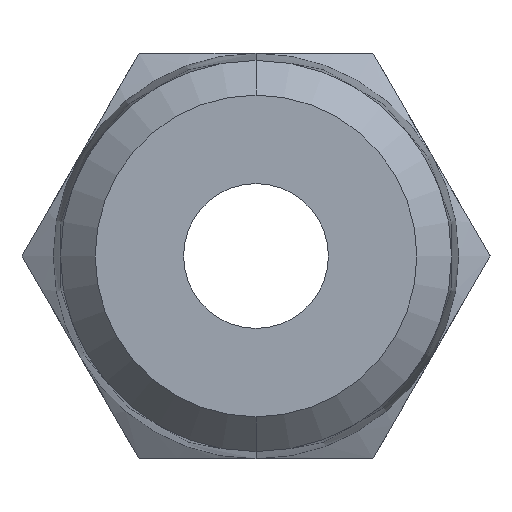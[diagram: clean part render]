
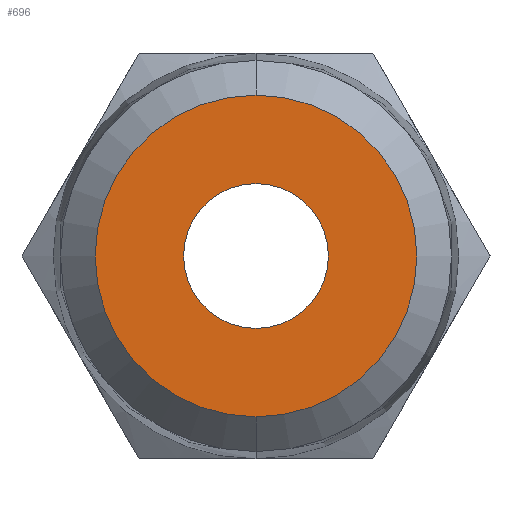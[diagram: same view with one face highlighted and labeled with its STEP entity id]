
A CAD part, front view. The second image highlights one B-rep face of the part: STEP entity #696.
In plain terms, the highlighted planar face has unit normal (0, -1, 0).
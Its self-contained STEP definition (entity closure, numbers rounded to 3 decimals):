
#356 = VERTEX_POINT ( 'NONE', #2067 ) ;
#371 = VERTEX_POINT ( 'NONE', #2160 ) ;
#379 = EDGE_CURVE ( 'NONE', #356, #428, #2167, .T. ) ;
#391 = VERTEX_POINT ( 'NONE', #2173 ) ;
#428 = VERTEX_POINT ( 'NONE', #2229 ) ;
#449 = EDGE_CURVE ( 'NONE', #391, #371, #2306, .T. ) ;
#696 = ADVANCED_FACE ( 'NONE', ( #2781, #2780 ), #2777, .T. ) ;
#699 = EDGE_CURVE ( 'NONE', #428, #356, #2763, .T. ) ;
#706 = ORIENTED_EDGE ( 'NONE', *, *, #379, .F. ) ;
#708 = EDGE_LOOP ( 'NONE', ( #710, #709 ) ) ;
#709 = ORIENTED_EDGE ( 'NONE', *, *, #449, .T. ) ;
#710 = ORIENTED_EDGE ( 'NONE', *, *, #734, .T. ) ;
#722 = ORIENTED_EDGE ( 'NONE', *, *, #699, .F. ) ;
#734 = EDGE_CURVE ( 'NONE', #371, #391, #2843, .T. ) ;
#742 = EDGE_LOOP ( 'NONE', ( #722, #706 ) ) ;
#2067 = CARTESIAN_POINT ( 'NONE',  ( 0., 0., 2.5 ) ) ;
#2156 = CARTESIAN_POINT ( 'NONE',  ( 0., 0., 0. ) ) ;
#2160 = CARTESIAN_POINT ( 'NONE',  ( 0., 0., 5.557 ) ) ;
#2166 = AXIS2_PLACEMENT_3D ( 'NONE', #2156, #2187, #2192 ) ;
#2167 = CIRCLE ( 'NONE', #2166, 2.5 ) ;
#2173 = CARTESIAN_POINT ( 'NONE',  ( 0., 0., -5.557 ) ) ;
#2187 = DIRECTION ( 'NONE',  ( 0., -1., 0. ) ) ;
#2192 = DIRECTION ( 'NONE',  ( 0., 0., -1. ) ) ;
#2229 = CARTESIAN_POINT ( 'NONE',  ( 0., 0., -2.5 ) ) ;
#2290 = CARTESIAN_POINT ( 'NONE',  ( 0., 0., 0. ) ) ;
#2296 = DIRECTION ( 'NONE',  ( 0., -1., 0. ) ) ;
#2297 = AXIS2_PLACEMENT_3D ( 'NONE', #2290, #2296, #2303 ) ;
#2303 = DIRECTION ( 'NONE',  ( 0., 0., -1. ) ) ;
#2306 = CIRCLE ( 'NONE', #2297, 5.557 ) ;
#2735 = DIRECTION ( 'NONE',  ( 0., 0., -1. ) ) ;
#2736 = DIRECTION ( 'NONE',  ( 0., -1., 0. ) ) ;
#2759 = DIRECTION ( 'NONE',  ( 0., 0., -1. ) ) ;
#2760 = DIRECTION ( 'NONE',  ( 0., -1., 0. ) ) ;
#2761 = CARTESIAN_POINT ( 'NONE',  ( 0., 0., 0. ) ) ;
#2762 = AXIS2_PLACEMENT_3D ( 'NONE', #2761, #2760, #2759 ) ;
#2763 = CIRCLE ( 'NONE', #2762, 2.5 ) ;
#2777 = PLANE ( 'NONE',  #2779 ) ;
#2778 = CARTESIAN_POINT ( 'NONE',  ( 0., 0., 0. ) ) ;
#2779 = AXIS2_PLACEMENT_3D ( 'NONE', #2778, #2736, #2735 ) ;
#2780 = FACE_BOUND ( 'NONE', #742, .T. ) ;
#2781 = FACE_OUTER_BOUND ( 'NONE', #708, .T. ) ;
#2785 = DIRECTION ( 'NONE',  ( 0., 0., -1. ) ) ;
#2786 = DIRECTION ( 'NONE',  ( 0., -1., 0. ) ) ;
#2841 = CARTESIAN_POINT ( 'NONE',  ( 0., 0., 0. ) ) ;
#2842 = AXIS2_PLACEMENT_3D ( 'NONE', #2841, #2786, #2785 ) ;
#2843 = CIRCLE ( 'NONE', #2842, 5.557 ) ;
